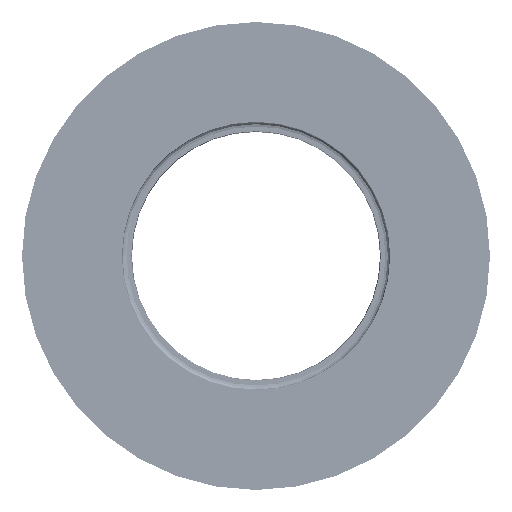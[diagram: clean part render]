
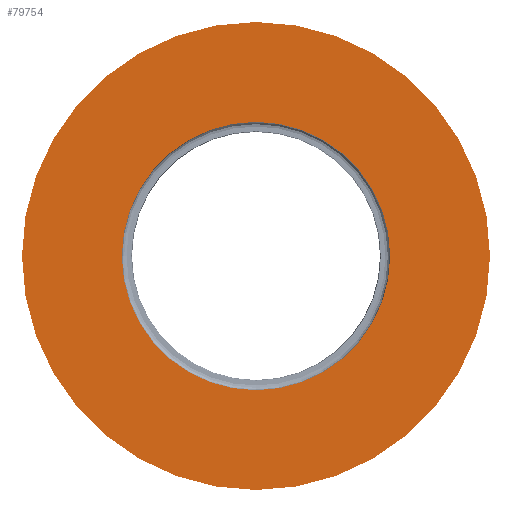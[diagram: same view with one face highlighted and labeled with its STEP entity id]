
A CAD part, left-side view. The second image highlights one B-rep face of the part: STEP entity #79754.
In plain terms, the highlighted planar face has unit normal (-1, 0, 0).
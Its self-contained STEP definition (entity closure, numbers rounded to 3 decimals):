
#1886 = EDGE_CURVE ( 'NONE', #27075, #104319, #5397, .T. ) ;
#2876 = DIRECTION ( 'NONE',  ( 0., 0., -1. ) ) ;
#2910 = DIRECTION ( 'NONE',  ( 1., 0., 0. ) ) ;
#3165 = CARTESIAN_POINT ( 'NONE',  ( 0., 8.6, 0. ) ) ;
#5397 = CIRCLE ( 'NONE', #24282, 15. ) ;
#7429 = PLANE ( 'NONE',  #75021 ) ;
#8707 = CARTESIAN_POINT ( 'NONE',  ( 0., 0., 8.6 ) ) ;
#9845 = AXIS2_PLACEMENT_3D ( 'NONE', #126516, #29916, #142804 ) ;
#24282 = AXIS2_PLACEMENT_3D ( 'NONE', #42051, #41364, #40694 ) ;
#25233 = ORIENTED_EDGE ( 'NONE', *, *, #99239, .F. ) ;
#27075 = VERTEX_POINT ( 'NONE', #200900 ) ;
#29916 = DIRECTION ( 'NONE',  ( -1., 0., 0. ) ) ;
#30827 = ORIENTED_EDGE ( 'NONE', *, *, #1886, .T. ) ;
#40694 = DIRECTION ( 'NONE',  ( 0., 0., 1. ) ) ;
#41364 = DIRECTION ( 'NONE',  ( -1., 0., 0. ) ) ;
#42051 = CARTESIAN_POINT ( 'NONE',  ( 0., 0., 0. ) ) ;
#48435 = FACE_OUTER_BOUND ( 'NONE', #88847, .T. ) ;
#55189 = CARTESIAN_POINT ( 'NONE',  ( 0., 0., -8.6 ) ) ;
#62361 = EDGE_CURVE ( 'NONE', #71179, #153520, #140142, .T. ) ;
#67690 = CARTESIAN_POINT ( 'NONE',  ( 0., 0., 15. ) ) ;
#71179 = VERTEX_POINT ( 'NONE', #8707 ) ;
#72186 = DIRECTION ( 'NONE',  ( -1., 0., 0. ) ) ;
#75021 = AXIS2_PLACEMENT_3D ( 'NONE', #3165, #2910, #2876 ) ;
#77988 = CIRCLE ( 'NONE', #200899, 8.6 ) ;
#79754 = ADVANCED_FACE ( 'NONE', ( #134406, #48435 ), #7429, .F. ) ;
#83701 = CIRCLE ( 'NONE', #9845, 15. ) ;
#88847 = EDGE_LOOP ( 'NONE', ( #101169, #30827 ) ) ;
#92614 = AXIS2_PLACEMENT_3D ( 'NONE', #161643, #161391, #160963 ) ;
#95255 = ORIENTED_EDGE ( 'NONE', *, *, #62361, .F. ) ;
#99239 = EDGE_CURVE ( 'NONE', #153520, #71179, #77988, .T. ) ;
#101169 = ORIENTED_EDGE ( 'NONE', *, *, #117862, .T. ) ;
#104319 = VERTEX_POINT ( 'NONE', #67690 ) ;
#117862 = EDGE_CURVE ( 'NONE', #104319, #27075, #83701, .T. ) ;
#126516 = CARTESIAN_POINT ( 'NONE',  ( 0., 0., 0. ) ) ;
#129549 = EDGE_LOOP ( 'NONE', ( #95255, #25233 ) ) ;
#134406 = FACE_BOUND ( 'NONE', #129549, .T. ) ;
#140142 = CIRCLE ( 'NONE', #92614, 8.6 ) ;
#142804 = DIRECTION ( 'NONE',  ( 0., 0., 1. ) ) ;
#153520 = VERTEX_POINT ( 'NONE', #55189 ) ;
#160963 = DIRECTION ( 'NONE',  ( 0., 0., 1. ) ) ;
#161391 = DIRECTION ( 'NONE',  ( -1., 0., 0. ) ) ;
#161643 = CARTESIAN_POINT ( 'NONE',  ( 0., 0., 0. ) ) ;
#169050 = CARTESIAN_POINT ( 'NONE',  ( 0., 0., 0. ) ) ;
#185195 = DIRECTION ( 'NONE',  ( 0., 0., 1. ) ) ;
#200899 = AXIS2_PLACEMENT_3D ( 'NONE', #169050, #72186, #185195 ) ;
#200900 = CARTESIAN_POINT ( 'NONE',  ( 0., 0., -15. ) ) ;
